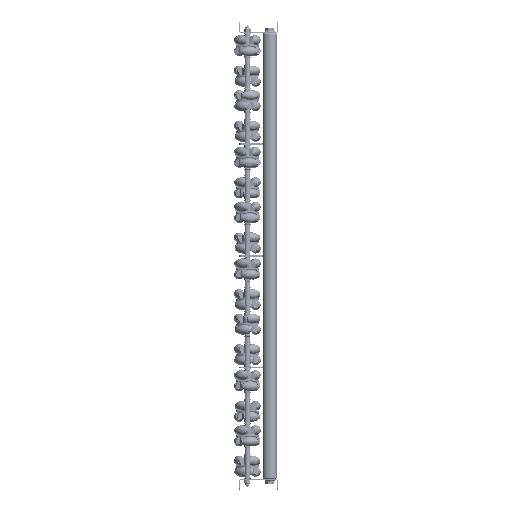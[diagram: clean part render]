
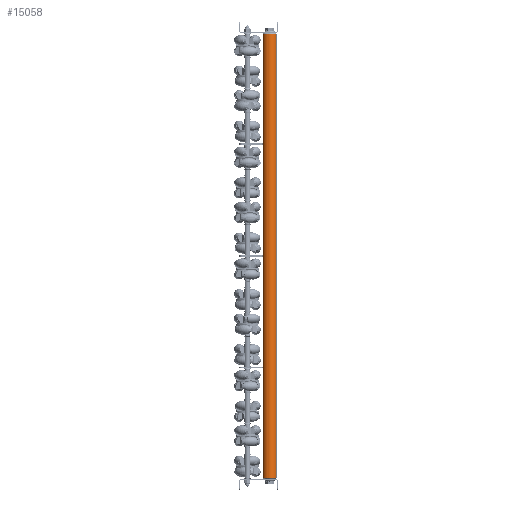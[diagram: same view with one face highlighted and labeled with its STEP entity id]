
A CAD part, left-side view. The second image highlights one B-rep face of the part: STEP entity #15058.
In plain terms, the highlighted cylindrical face has radius 12.5 mm (diameter 25 mm), a partial arc.
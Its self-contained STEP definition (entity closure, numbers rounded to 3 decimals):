
#86 = VERTEX_POINT ( 'NONE', #6894 ) ;
#295 = CARTESIAN_POINT ( 'NONE',  ( 799., 0., 12.5 ) ) ;
#2334 = LINE ( 'NONE', #16706, #15921 ) ;
#2970 = CARTESIAN_POINT ( 'NONE',  ( 799., 0., 0. ) ) ;
#4025 = LINE ( 'NONE', #6989, #9291 ) ;
#4307 = DIRECTION ( 'NONE',  ( -1., 0., 0. ) ) ;
#4767 = CIRCLE ( 'NONE', #15420, 12.5 ) ;
#5562 = EDGE_CURVE ( 'NONE', #86, #6594, #17729, .T. ) ;
#5825 = DIRECTION ( 'NONE',  ( -1., 0., 0. ) ) ;
#6594 = VERTEX_POINT ( 'NONE', #295 ) ;
#6894 = CARTESIAN_POINT ( 'NONE',  ( 799., 0., -12.5 ) ) ;
#6989 = CARTESIAN_POINT ( 'NONE',  ( 800., 0., -12.5 ) ) ;
#7554 = DIRECTION ( 'NONE',  ( 0., 0., -1. ) ) ;
#7852 = DIRECTION ( 'NONE',  ( 1., 0., 0. ) ) ;
#8296 = VERTEX_POINT ( 'NONE', #13583 ) ;
#8395 = EDGE_CURVE ( 'NONE', #6594, #8296, #2334, .T. ) ;
#9291 = VECTOR ( 'NONE', #4307, 1000. ) ;
#9906 = CARTESIAN_POINT ( 'NONE',  ( 1., 0., -12.5 ) ) ;
#9920 = DIRECTION ( 'NONE',  ( -1., 0., 0. ) ) ;
#10106 = CARTESIAN_POINT ( 'NONE',  ( 800., 0., 0. ) ) ;
#10148 = AXIS2_PLACEMENT_3D ( 'NONE', #2970, #5825, #7554 ) ;
#10213 = ORIENTED_EDGE ( 'NONE', *, *, #16124, .T. ) ;
#13563 = DIRECTION ( 'NONE',  ( 0., 0., -1. ) ) ;
#13583 = CARTESIAN_POINT ( 'NONE',  ( 1., 0., 12.5 ) ) ;
#14196 = FACE_OUTER_BOUND ( 'NONE', #17111, .T. ) ;
#14536 = ORIENTED_EDGE ( 'NONE', *, *, #14791, .F. ) ;
#14791 = EDGE_CURVE ( 'NONE', #86, #16667, #4025, .T. ) ;
#15058 = ADVANCED_FACE ( 'NONE', ( #14196 ), #15897, .T. ) ;
#15330 = ORIENTED_EDGE ( 'NONE', *, *, #8395, .T. ) ;
#15420 = AXIS2_PLACEMENT_3D ( 'NONE', #16409, #7852, #13563 ) ;
#15721 = DIRECTION ( 'NONE',  ( 0., 0., 1. ) ) ;
#15897 = CYLINDRICAL_SURFACE ( 'NONE', #16379, 12.5 ) ;
#15921 = VECTOR ( 'NONE', #18034, 1000. ) ;
#16079 = ORIENTED_EDGE ( 'NONE', *, *, #5562, .T. ) ;
#16124 = EDGE_CURVE ( 'NONE', #8296, #16667, #4767, .T. ) ;
#16379 = AXIS2_PLACEMENT_3D ( 'NONE', #10106, #9920, #15721 ) ;
#16409 = CARTESIAN_POINT ( 'NONE',  ( 1., 0., 0. ) ) ;
#16667 = VERTEX_POINT ( 'NONE', #9906 ) ;
#16706 = CARTESIAN_POINT ( 'NONE',  ( 800., 0., 12.5 ) ) ;
#17111 = EDGE_LOOP ( 'NONE', ( #14536, #16079, #15330, #10213 ) ) ;
#17729 = CIRCLE ( 'NONE', #10148, 12.5 ) ;
#18034 = DIRECTION ( 'NONE',  ( -1., 0., 0. ) ) ;
